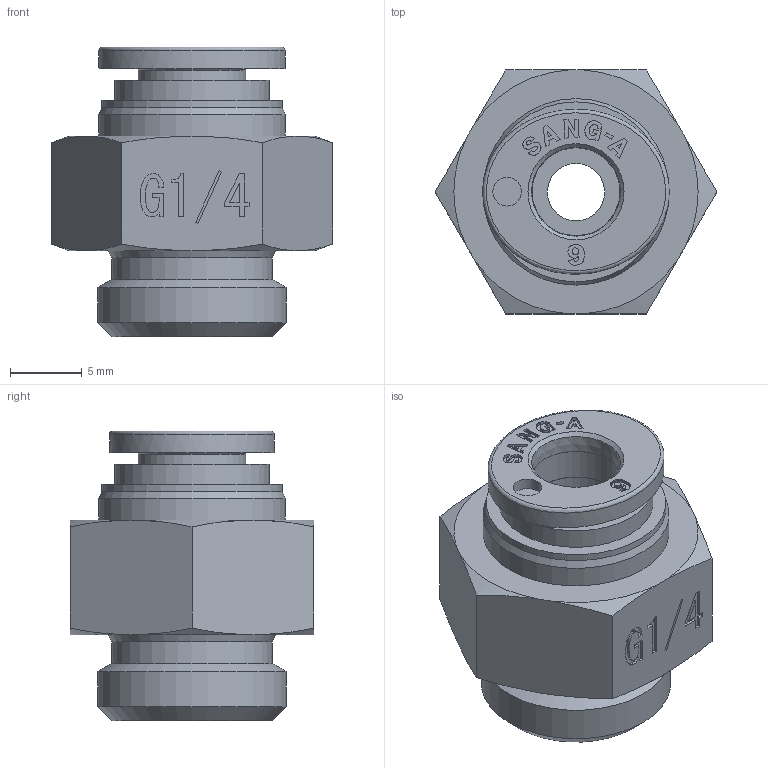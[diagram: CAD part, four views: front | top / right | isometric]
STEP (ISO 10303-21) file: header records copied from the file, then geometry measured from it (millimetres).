
FILE_DESCRIPTION((''),'2;1');
FILE_NAME('CR-PC 06G02(3D).stp','2023-02-15T14:59:04',('Administrator'),(''),'Autodesk Inventor 2013','Autodesk Inventor 2013','');
FILE_SCHEMA(('CONFIG_CONTROL_DESIGN'));
Length unit declared in the file: millimetre
Products named in the file (6): F-PC 06G02; F-SLEEVE 06(SUS); F-PC BODY 06G02; CR-PL 06G02; CR-COLLAR 06; CR-SLEEVE 06
Assembly tree (5 placements, depth 4):
  F-PC 06G02
    F-SLEEVE 06(SUS)
    F-PC BODY 06G02
    CR-PL 06G02
      CR-COLLAR 06
        CR-SLEEVE 06
Bounding box: 19.63 x 17 x 20.2 mm (x, y, z)
Volume: 2773.8 mm3; surface area: 2150.3 mm2
Topology: 3 solids, 3 shells, 303 faces, 810 edges, 538 vertices
Faces by surface type: plane 223, bspline 39, cone 21, cylinder 20
Full cylindrical faces by diameter (mm): 2 x1, 2.516 x1, 4 x1, 6.15 x1, 6.2 x1, 7.5 x1, 10.75 x1, 11.2 x1, 12.55 x1, 13 x1, 13.157 x1
Entity records: 9820 total; most frequent: CARTESIAN_POINT 2304, ORIENTED_EDGE 1574, DIRECTION 1387, EDGE_CURVE 787, VECTOR 623, LINE 623, VERTEX_POINT 535, AXIS2_PLACEMENT_3D 382
